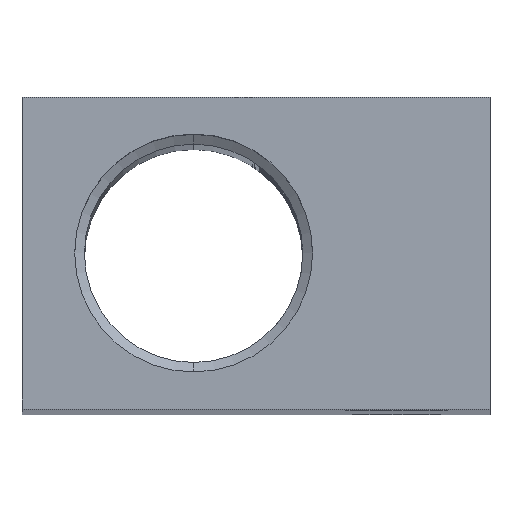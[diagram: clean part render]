
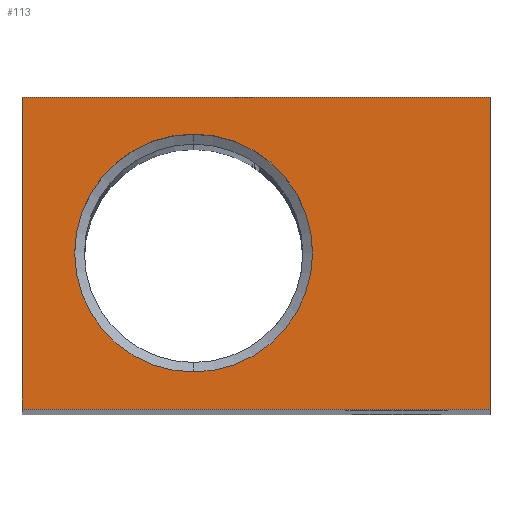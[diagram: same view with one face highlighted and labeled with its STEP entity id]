
A CAD part, top view. The second image highlights one B-rep face of the part: STEP entity #113.
In plain terms, the highlighted planar face has unit normal (0, 0, 1).
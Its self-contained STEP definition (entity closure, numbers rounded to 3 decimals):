
#113=ADVANCED_FACE('NONE',(#238,#239),#240,.T.);
#238=FACE_OUTER_BOUND('',#360,.T.);
#239=FACE_BOUND('',#361,.T.);
#240=PLANE('',#362);
#360=EDGE_LOOP('',(#635,#636,#637,#638));
#361=EDGE_LOOP('',(#639,#640));
#362=AXIS2_PLACEMENT_3D('',#641,#642,#643);
#635=ORIENTED_EDGE('',*,*,#705,.T.);
#636=ORIENTED_EDGE('',*,*,#774,.T.);
#637=ORIENTED_EDGE('',*,*,#783,.T.);
#638=ORIENTED_EDGE('',*,*,#784,.T.);
#639=ORIENTED_EDGE('',*,*,#735,.T.);
#640=ORIENTED_EDGE('',*,*,#762,.T.);
#641=CARTESIAN_POINT('',(-30.0,0.0,218.0));
#642=DIRECTION('',(0.0,0.0,1.0));
#643=DIRECTION('',(1.0,-0.0,0.0));
#705=EDGE_CURVE('NONE',#848,#846,#849,.T.);
#735=EDGE_CURVE('NONE',#893,#891,#894,.T.);
#762=EDGE_CURVE('NONE',#891,#893,#929,.T.);
#774=EDGE_CURVE('NONE',#846,#940,#943,.T.);
#783=EDGE_CURVE('NONE',#940,#953,#954,.T.);
#784=EDGE_CURVE('NONE',#953,#848,#955,.T.);
#846=VERTEX_POINT('NONE',#1209);
#848=VERTEX_POINT('NONE',#1212);
#849=LINE('',#1213,#1214);
#891=VERTEX_POINT('NONE',#1620);
#893=VERTEX_POINT('NONE',#1623);
#894=CIRCLE('',#1624,7.625);
#929=CIRCLE('',#1670,7.625);
#940=VERTEX_POINT('NONE',#1681);
#943=LINE('',#1685,#1686);
#953=VERTEX_POINT('NONE',#1699);
#954=LINE('',#1700,#1701);
#955=LINE('',#1702,#1703);
#1209=CARTESIAN_POINT('',(0.0,20.0,218.0));
#1212=CARTESIAN_POINT('',(0.0,0.0,218.0));
#1213=CARTESIAN_POINT('',(0.0,10.0,218.0));
#1214=VECTOR('',#1747,1000.0);
#1620=CARTESIAN_POINT('',(-26.625,10.0,218.0));
#1623=CARTESIAN_POINT('',(-11.375,10.0,218.0));
#1624=AXIS2_PLACEMENT_3D('',#1792,#1793,#1794);
#1670=AXIS2_PLACEMENT_3D('',#1824,#1825,#1826);
#1681=CARTESIAN_POINT('',(-30.0,20.0,218.0));
#1685=CARTESIAN_POINT('',(-15.0,20.0,218.0));
#1686=VECTOR('',#1837,1000.0);
#1699=CARTESIAN_POINT('',(-30.0,0.0,218.0));
#1700=CARTESIAN_POINT('',(-30.0,10.0,218.0));
#1701=VECTOR('',#1847,1000.0);
#1702=CARTESIAN_POINT('',(-15.0,0.0,218.0));
#1703=VECTOR('',#1848,1000.0);
#1747=DIRECTION('',(-0.0,1.0,-0.0));
#1792=CARTESIAN_POINT('',(-19.0,10.0,218.0));
#1793=DIRECTION('',(0.0,0.0,-1.0));
#1794=DIRECTION('',(1.0,0.0,0.0));
#1824=CARTESIAN_POINT('',(-19.0,10.0,218.0));
#1825=DIRECTION('',(0.0,0.0,-1.0));
#1826=DIRECTION('',(1.0,0.0,0.0));
#1837=DIRECTION('',(-1.0,-0.0,-0.0));
#1847=DIRECTION('',(-0.0,-1.0,-0.0));
#1848=DIRECTION('',(1.0,-0.0,-0.0));
